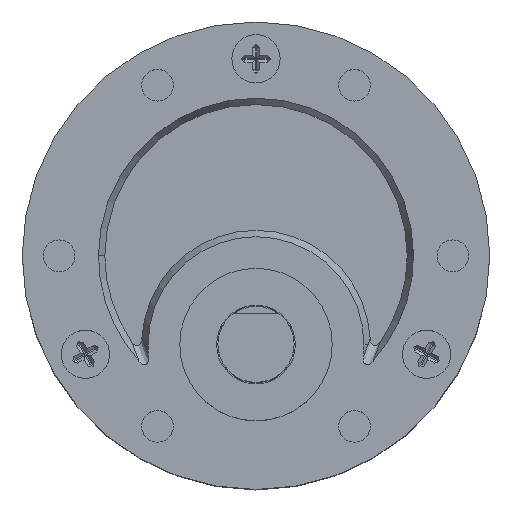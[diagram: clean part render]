
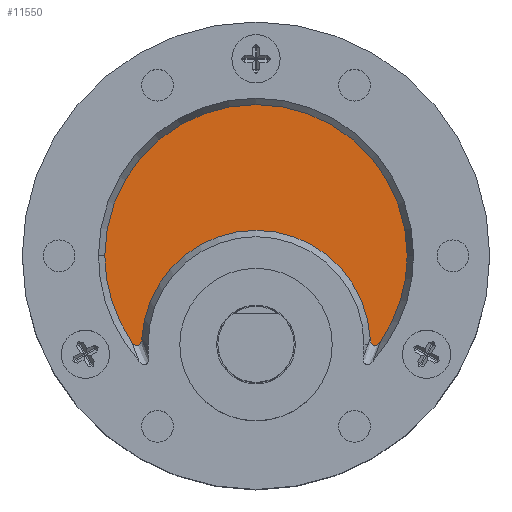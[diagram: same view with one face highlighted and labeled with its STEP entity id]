
A CAD part, top view. The second image highlights one B-rep face of the part: STEP entity #11550.
In plain terms, the highlighted planar face has unit normal (0, 0, 1).
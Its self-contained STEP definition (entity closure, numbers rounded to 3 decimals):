
#271 = CARTESIAN_POINT ( 'NONE',  ( 29.593, -6.918, 18.925 ) ) ;
#319 = CARTESIAN_POINT ( 'NONE',  ( 19.925, 0., 18.925 ) ) ;
#1146 = ORIENTED_EDGE ( 'NONE', *, *, #7790, .T. ) ;
#1430 = CARTESIAN_POINT ( 'NONE',  ( 10.123, -6.748, 18.925 ) ) ;
#1849 = CARTESIAN_POINT ( 'NONE',  ( 10.932, -6.626, 18.925 ) ) ;
#2512 = CARTESIAN_POINT ( 'NONE',  ( 29.307, -7.061, 18.925 ) ) ;
#2614 = CARTESIAN_POINT ( 'NONE',  ( 28.935, -6.73, 18.925 ) ) ;
#2712 = CARTESIAN_POINT ( 'NONE',  ( 28.918, -6.625, 18.925 ) ) ;
#3524 = CIRCLE ( 'NONE', #19561, 9. ) ;
#4422 = CARTESIAN_POINT ( 'NONE',  ( 10.123, -6.748, 18.925 ) ) ;
#4527 = CARTESIAN_POINT ( 'NONE',  ( 19.925, 0., 18.925 ) ) ;
#4839 = DIRECTION ( 'NONE',  ( 0., 0., 1. ) ) ;
#5989 = EDGE_CURVE ( 'NONE', #18971, #17538, #9050, .T. ) ;
#6657 = CARTESIAN_POINT ( 'NONE',  ( 10.914, -6.734, 18.925 ) ) ;
#7218 = DIRECTION ( 'NONE',  ( 1., 0., 0. ) ) ;
#7297 = CARTESIAN_POINT ( 'NONE',  ( 29.46, -7.008, 18.925 ) ) ;
#7790 = EDGE_CURVE ( 'NONE', #13473, #23699, #26260, .T. ) ;
#7827 = CIRCLE ( 'NONE', #28589, 11.9 ) ;
#8047 = CARTESIAN_POINT ( 'NONE',  ( 29.727, -6.748, 18.925 ) ) ;
#8481 = ORIENTED_EDGE ( 'NONE', *, *, #10207, .T. ) ;
#9050 = CIRCLE ( 'NONE', #17500, 11.9 ) ;
#9276 = CARTESIAN_POINT ( 'NONE',  ( 10.747, -7.005, 18.925 ) ) ;
#9384 = CARTESIAN_POINT ( 'NONE',  ( 10.254, -6.915, 18.925 ) ) ;
#10207 = EDGE_CURVE ( 'NONE', #23308, #26244, #21207, .T. ) ;
#11511 = FACE_OUTER_BOUND ( 'NONE', #21484, .T. ) ;
#11541 = EDGE_CURVE ( 'NONE', #26244, #13473, #3524, .T. ) ;
#11550 = ADVANCED_FACE ( 'NONE', ( #11511 ), #23973, .T. ) ;
#11726 = CARTESIAN_POINT ( 'NONE',  ( 10.821, -6.928, 18.925 ) ) ;
#11807 = CARTESIAN_POINT ( 'NONE',  ( 31.825, 0., 18.925 ) ) ;
#12362 = CARTESIAN_POINT ( 'NONE',  ( 29.666, -6.836, 18.925 ) ) ;
#13473 = VERTEX_POINT ( 'NONE', #18060 ) ;
#13970 = CARTESIAN_POINT ( 'NONE',  ( 10.184, -6.836, 18.925 ) ) ;
#14163 = CARTESIAN_POINT ( 'NONE',  ( 10.85, -6.881, 18.925 ) ) ;
#14177 = DIRECTION ( 'NONE',  ( 1., 0., 0. ) ) ;
#14270 = CARTESIAN_POINT ( 'NONE',  ( 10.596, -7.063, 18.925 ) ) ;
#14811 = CARTESIAN_POINT ( 'NONE',  ( 29.027, -6.925, 18.925 ) ) ;
#16291 = CARTESIAN_POINT ( 'NONE',  ( 10.437, -7.032, 18.925 ) ) ;
#16382 = CARTESIAN_POINT ( 'NONE',  ( 19.925, 0., 18.925 ) ) ;
#16750 = DIRECTION ( 'NONE',  ( 1., 0., 0. ) ) ;
#17042 = CARTESIAN_POINT ( 'NONE',  ( 29.101, -7.004, 18.925 ) ) ;
#17307 = DIRECTION ( 'NONE',  ( 0., 0., 1. ) ) ;
#17500 = AXIS2_PLACEMENT_3D ( 'NONE', #16382, #25848, #28409 ) ;
#17538 = VERTEX_POINT ( 'NONE', #29148 ) ;
#17757 = ORIENTED_EDGE ( 'NONE', *, *, #11541, .T. ) ;
#18060 = CARTESIAN_POINT ( 'NONE',  ( 28.912, -6.518, 18.925 ) ) ;
#18757 = CARTESIAN_POINT ( 'NONE',  ( 10.388, -7.007, 18.925 ) ) ;
#18857 = CARTESIAN_POINT ( 'NONE',  ( 10.7, -7.036, 18.925 ) ) ;
#18971 = VERTEX_POINT ( 'NONE', #11807 ) ;
#19112 = CARTESIAN_POINT ( 'NONE',  ( 19.925, 0., 18.925 ) ) ;
#19408 = CARTESIAN_POINT ( 'NONE',  ( 29.251, -7.063, 18.925 ) ) ;
#19541 = ORIENTED_EDGE ( 'NONE', *, *, #28069, .T. ) ;
#19554 = ORIENTED_EDGE ( 'NONE', *, *, #27685, .T. ) ;
#19561 = AXIS2_PLACEMENT_3D ( 'NONE', #29095, #26327, #16750 ) ;
#19874 = DIRECTION ( 'NONE',  ( 1., 0., 0. ) ) ;
#20700 = ORIENTED_EDGE ( 'NONE', *, *, #5989, .T. ) ;
#21207 = B_SPLINE_CURVE_WITH_KNOTS ( 'NONE', 3,
 ( #4422, #13970, #9384, #18757, #16291, #21522, #14270, #18857, #9276, #11726, #14163, #6657, #1849, #31189 ),
 .UNSPECIFIED., .F., .F.,
 ( 4, 2, 2, 2, 2, 2, 4 ),
 ( 0., 0., 0., 0.001, 0.001, 0.001, 0.001 ),
 .UNSPECIFIED. ) ;
#21484 = EDGE_LOOP ( 'NONE', ( #17757, #1146, #19554, #20700, #19541, #8481 ) ) ;
#21522 = CARTESIAN_POINT ( 'NONE',  ( 10.54, -7.06, 18.925 ) ) ;
#21759 = CARTESIAN_POINT ( 'NONE',  ( 28.912, -6.518, 18.925 ) ) ;
#22173 = CARTESIAN_POINT ( 'NONE',  ( 28.999, -6.878, 18.925 ) ) ;
#23308 = VERTEX_POINT ( 'NONE', #1430 ) ;
#23621 = CARTESIAN_POINT ( 'NONE',  ( 10.938, -6.518, 18.925 ) ) ;
#23699 = VERTEX_POINT ( 'NONE', #8047 ) ;
#23973 = PLANE ( 'NONE',  #25018 ) ;
#24479 = CARTESIAN_POINT ( 'NONE',  ( 29.147, -7.034, 18.925 ) ) ;
#25018 = AXIS2_PLACEMENT_3D ( 'NONE', #19112, #26634, #7218 ) ;
#25848 = DIRECTION ( 'NONE',  ( 0., 0., 1. ) ) ;
#26244 = VERTEX_POINT ( 'NONE', #23621 ) ;
#26260 = B_SPLINE_CURVE_WITH_KNOTS ( 'NONE', 3,
 ( #21759, #2712, #2614, #22173, #14811, #17042, #24479, #19408, #2512, #26936, #7297, #271, #12362, #29395 ),
 .UNSPECIFIED., .F., .F.,
 ( 4, 2, 2, 2, 2, 2, 4 ),
 ( 0., 0., 0., 0.001, 0.001, 0.001, 0.001 ),
 .UNSPECIFIED. ) ;
#26327 = DIRECTION ( 'NONE',  ( 0., 0., -1. ) ) ;
#26634 = DIRECTION ( 'NONE',  ( 0., 0., 1. ) ) ;
#26936 = CARTESIAN_POINT ( 'NONE',  ( 29.411, -7.033, 18.925 ) ) ;
#27685 = EDGE_CURVE ( 'NONE', #23699, #18971, #7827, .T. ) ;
#28069 = EDGE_CURVE ( 'NONE', #17538, #23308, #29855, .T. ) ;
#28404 = AXIS2_PLACEMENT_3D ( 'NONE', #319, #17307, #19874 ) ;
#28409 = DIRECTION ( 'NONE',  ( 1., 0., 0. ) ) ;
#28589 = AXIS2_PLACEMENT_3D ( 'NONE', #4527, #4839, #14177 ) ;
#29095 = CARTESIAN_POINT ( 'NONE',  ( 19.925, -7., 18.925 ) ) ;
#29148 = CARTESIAN_POINT ( 'NONE',  ( 8.025, 0., 18.925 ) ) ;
#29395 = CARTESIAN_POINT ( 'NONE',  ( 29.727, -6.748, 18.925 ) ) ;
#29855 = CIRCLE ( 'NONE', #28404, 11.9 ) ;
#31189 = CARTESIAN_POINT ( 'NONE',  ( 10.938, -6.518, 18.925 ) ) ;
